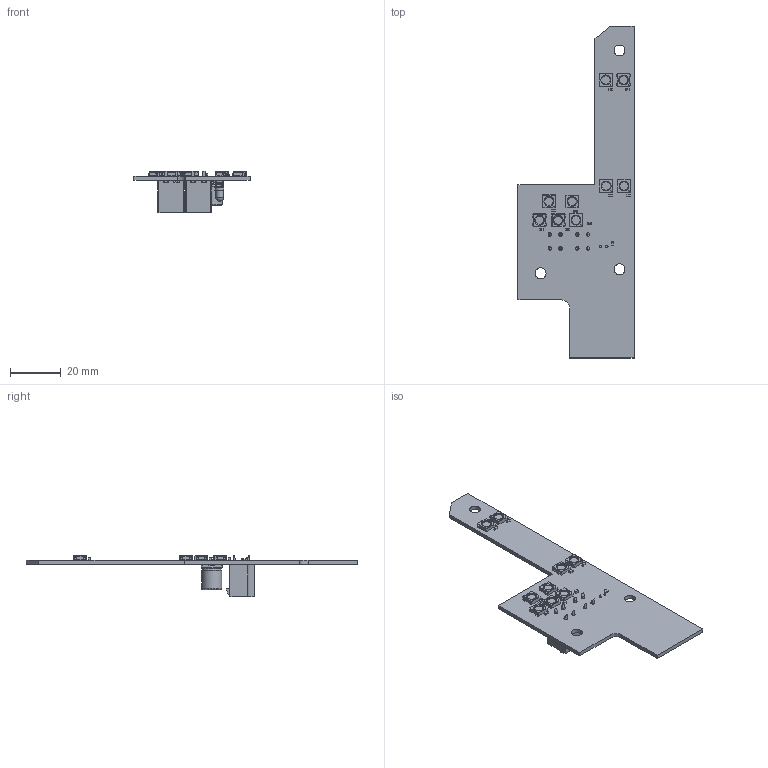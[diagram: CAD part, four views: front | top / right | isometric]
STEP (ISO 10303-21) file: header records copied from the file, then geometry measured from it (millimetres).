
FILE_DESCRIPTION(('KiCad electronic assembly'),'2;1');
FILE_NAME('GEN TIE PCB V2.step','2021-09-26T18:17:53',('An Author'),( 'A Company'),'Open CASCADE STEP processor 6.9', 'KiCad to STEP converter','Unknown');
FILE_SCHEMA(('AUTOMOTIVE_DESIGN { 1 0 10303 214 1 1 1 1 }'));
Length unit declared in the file: millimetre
Products named in the file (14): Open CASCADE STEP translator 6.9 1; 39281043; SOLID; LED_WS2812B_PLCC4_5.0x5.0mm_P3.2mm; C_0603_1608Metric; CP_Elec_8x10; LED_D3.0mm; R_0603_1608Metric; COMPOUND
Assembly tree (30 placements, depth 3):
  Open CASCADE STEP translator 6.9 1
    39281043  x2
      SOLID
    LED_WS2812B_PLCC4_5.0x5.0mm_P3.2mm  x9
      SOLID
    C_0603_1608Metric  x9
      SOLID
    CP_Elec_8x10
      SOLID
    LED_D3.0mm
      SOLID
    R_0603_1608Metric
      SOLID
    COMPOUND
Bounding box: 45.72 x 130.81 x 16.3 mm (x, y, z)
Volume: 8020.7 mm3; surface area: 11957.1 mm2
Topology: 24 solids, 24 shells, 1230 faces, 3420 edges, 2255 vertices
Faces by surface type: plane 871, cylinder 342, cone 9, torus 4, bspline 2, revolution 1, sphere 1
Full cylindrical faces by diameter (mm): 0.9 x2, 1.4 x8, 3 x1, 3.333 x9, 4.3 x3, 8 x2
Entity records: 24464 total; most frequent: CARTESIAN_POINT 4669, DIRECTION 3472, LINE 2376, VECTOR 2376, ORIENTED_EDGE 1788, PCURVE 1788, DEFINITIONAL_REPRESENTATION 1788, EDGE_CURVE 894
